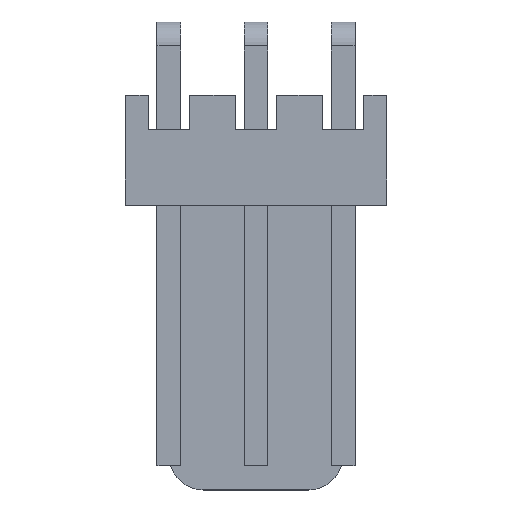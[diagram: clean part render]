
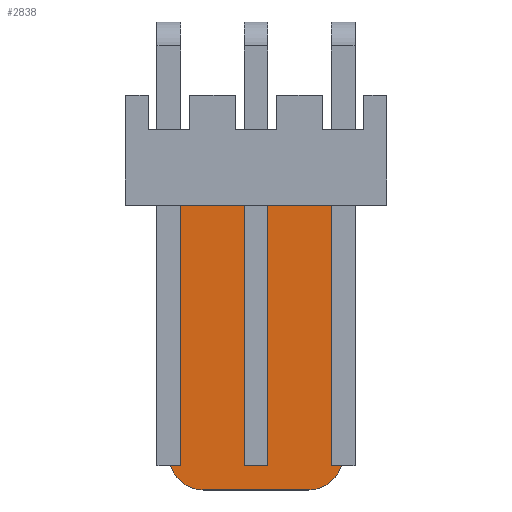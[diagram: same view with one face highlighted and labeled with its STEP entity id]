
A CAD part, top view. The second image highlights one B-rep face of the part: STEP entity #2838.
In plain terms, the highlighted planar face has unit normal (0, 0, 1).
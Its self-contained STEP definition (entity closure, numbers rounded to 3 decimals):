
#791 = PLANE('',#792);
#792 = AXIS2_PLACEMENT_3D('',#793,#794,#795);
#793 = CARTESIAN_POINT('',(5.08,0.,0.));
#794 = DIRECTION('',(-1.,0.,0.));
#795 = DIRECTION('',(0.,0.,1.));
#820 = CYLINDRICAL_SURFACE('',#821,1.);
#821 = AXIS2_PLACEMENT_3D('',#822,#823,#824);
#822 = CARTESIAN_POINT('',(4.08,-7.3,0.));
#823 = DIRECTION('',(0.,0.,1.));
#824 = DIRECTION('',(1.,0.,0.));
#848 = PLANE('',#849);
#849 = AXIS2_PLACEMENT_3D('',#850,#851,#852);
#850 = CARTESIAN_POINT('',(0.,-8.3,0.));
#851 = DIRECTION('',(0.,1.,0.));
#852 = DIRECTION('',(0.,0.,1.));
#881 = CYLINDRICAL_SURFACE('',#882,1.);
#882 = AXIS2_PLACEMENT_3D('',#883,#884,#885);
#883 = CARTESIAN_POINT('',(1.,-7.3,1.));
#884 = DIRECTION('',(0.,0.,-1.));
#885 = DIRECTION('',(-1.,0.,0.));
#909 = PLANE('',#910);
#910 = AXIS2_PLACEMENT_3D('',#911,#912,#913);
#911 = CARTESIAN_POINT('',(0.,0.,1.));
#912 = DIRECTION('',(1.,0.,0.));
#913 = DIRECTION('',(0.,0.,-1.));
#937 = PLANE('',#938);
#938 = AXIS2_PLACEMENT_3D('',#939,#940,#941);
#939 = CARTESIAN_POINT('',(1.27,0.,0.));
#940 = DIRECTION('',(0.,-1.,0.));
#941 = DIRECTION('',(0.,0.,-1.));
#1708 = VERTEX_POINT('',#1709);
#1709 = CARTESIAN_POINT('',(5.08,-7.3,1.));
#1730 = EDGE_CURVE('',#1731,#1708,#1733,.T.);
#1731 = VERTEX_POINT('',#1732);
#1732 = CARTESIAN_POINT('',(5.08,0.,1.));
#1733 = SURFACE_CURVE('',#1734,(#1738,#1745),.PCURVE_S1.);
#1734 = LINE('',#1735,#1736);
#1735 = CARTESIAN_POINT('',(5.08,0.,1.));
#1736 = VECTOR('',#1737,1.);
#1737 = DIRECTION('',(0.,-1.,0.));
#1738 = PCURVE('',#791,#1739);
#1739 = DEFINITIONAL_REPRESENTATION('',(#1740),#1744);
#1740 = LINE('',#1741,#1742);
#1741 = CARTESIAN_POINT('',(1.,0.));
#1742 = VECTOR('',#1743,1.);
#1743 = DIRECTION('',(0.,-1.));
#1744 = ( GEOMETRIC_REPRESENTATION_CONTEXT(2) 
PARAMETRIC_REPRESENTATION_CONTEXT() REPRESENTATION_CONTEXT('2D SPACE',''
  ) );
#1745 = PCURVE('',#1746,#1751);
#1746 = PLANE('',#1747);
#1747 = AXIS2_PLACEMENT_3D('',#1748,#1749,#1750);
#1748 = CARTESIAN_POINT('',(5.08,0.,1.));
#1749 = DIRECTION('',(-0.,0.,-1.));
#1750 = DIRECTION('',(-1.,0.,0.));
#1751 = DEFINITIONAL_REPRESENTATION('',(#1752),#1756);
#1752 = LINE('',#1753,#1754);
#1753 = CARTESIAN_POINT('',(0.,0.));
#1754 = VECTOR('',#1755,1.);
#1755 = DIRECTION('',(0.,-1.));
#1756 = ( GEOMETRIC_REPRESENTATION_CONTEXT(2) 
PARAMETRIC_REPRESENTATION_CONTEXT() REPRESENTATION_CONTEXT('2D SPACE',''
  ) );
#1784 = VERTEX_POINT('',#1785);
#1785 = CARTESIAN_POINT('',(4.08,-8.3,1.));
#1806 = EDGE_CURVE('',#1708,#1784,#1807,.T.);
#1807 = SURFACE_CURVE('',#1808,(#1813,#1820),.PCURVE_S1.);
#1808 = CIRCLE('',#1809,1.);
#1809 = AXIS2_PLACEMENT_3D('',#1810,#1811,#1812);
#1810 = CARTESIAN_POINT('',(4.08,-7.3,1.));
#1811 = DIRECTION('',(-0.,0.,-1.));
#1812 = DIRECTION('',(0.,-1.,0.));
#1813 = PCURVE('',#820,#1814);
#1814 = DEFINITIONAL_REPRESENTATION('',(#1815),#1819);
#1815 = LINE('',#1816,#1817);
#1816 = CARTESIAN_POINT('',(4.712,1.));
#1817 = VECTOR('',#1818,1.);
#1818 = DIRECTION('',(-1.,0.));
#1819 = ( GEOMETRIC_REPRESENTATION_CONTEXT(2) 
PARAMETRIC_REPRESENTATION_CONTEXT() REPRESENTATION_CONTEXT('2D SPACE',''
  ) );
#1820 = PCURVE('',#1746,#1821);
#1821 = DEFINITIONAL_REPRESENTATION('',(#1822),#1826);
#1822 = CIRCLE('',#1823,1.);
#1823 = AXIS2_PLACEMENT_2D('',#1824,#1825);
#1824 = CARTESIAN_POINT('',(1.,-7.3));
#1825 = DIRECTION('',(0.,-1.));
#1826 = ( GEOMETRIC_REPRESENTATION_CONTEXT(2) 
PARAMETRIC_REPRESENTATION_CONTEXT() REPRESENTATION_CONTEXT('2D SPACE',''
  ) );
#2196 = VERTEX_POINT('',#2197);
#2197 = CARTESIAN_POINT('',(0.,0.,1.));
#2218 = EDGE_CURVE('',#1731,#2196,#2219,.T.);
#2219 = SURFACE_CURVE('',#2220,(#2224,#2231),.PCURVE_S1.);
#2220 = LINE('',#2221,#2222);
#2221 = CARTESIAN_POINT('',(5.08,0.,1.));
#2222 = VECTOR('',#2223,1.);
#2223 = DIRECTION('',(-1.,0.,0.));
#2224 = PCURVE('',#937,#2225);
#2225 = DEFINITIONAL_REPRESENTATION('',(#2226),#2230);
#2226 = LINE('',#2227,#2228);
#2227 = CARTESIAN_POINT('',(-1.,3.81));
#2228 = VECTOR('',#2229,1.);
#2229 = DIRECTION('',(-0.,-1.));
#2230 = ( GEOMETRIC_REPRESENTATION_CONTEXT(2) 
PARAMETRIC_REPRESENTATION_CONTEXT() REPRESENTATION_CONTEXT('2D SPACE',''
  ) );
#2231 = PCURVE('',#1746,#2232);
#2232 = DEFINITIONAL_REPRESENTATION('',(#2233),#2237);
#2233 = LINE('',#2234,#2235);
#2234 = CARTESIAN_POINT('',(0.,0.));
#2235 = VECTOR('',#2236,1.);
#2236 = DIRECTION('',(1.,0.));
#2237 = ( GEOMETRIC_REPRESENTATION_CONTEXT(2) 
PARAMETRIC_REPRESENTATION_CONTEXT() REPRESENTATION_CONTEXT('2D SPACE',''
  ) );
#2245 = VERTEX_POINT('',#2246);
#2246 = CARTESIAN_POINT('',(1.,-8.3,1.));
#2267 = EDGE_CURVE('',#1784,#2245,#2268,.T.);
#2268 = SURFACE_CURVE('',#2269,(#2273,#2280),.PCURVE_S1.);
#2269 = LINE('',#2270,#2271);
#2270 = CARTESIAN_POINT('',(5.08,-8.3,1.));
#2271 = VECTOR('',#2272,1.);
#2272 = DIRECTION('',(-1.,0.,0.));
#2273 = PCURVE('',#848,#2274);
#2274 = DEFINITIONAL_REPRESENTATION('',(#2275),#2279);
#2275 = LINE('',#2276,#2277);
#2276 = CARTESIAN_POINT('',(1.,5.08));
#2277 = VECTOR('',#2278,1.);
#2278 = DIRECTION('',(0.,-1.));
#2279 = ( GEOMETRIC_REPRESENTATION_CONTEXT(2) 
PARAMETRIC_REPRESENTATION_CONTEXT() REPRESENTATION_CONTEXT('2D SPACE',''
  ) );
#2280 = PCURVE('',#1746,#2281);
#2281 = DEFINITIONAL_REPRESENTATION('',(#2282),#2286);
#2282 = LINE('',#2283,#2284);
#2283 = CARTESIAN_POINT('',(0.,-8.3));
#2284 = VECTOR('',#2285,1.);
#2285 = DIRECTION('',(1.,0.));
#2286 = ( GEOMETRIC_REPRESENTATION_CONTEXT(2) 
PARAMETRIC_REPRESENTATION_CONTEXT() REPRESENTATION_CONTEXT('2D SPACE',''
  ) );
#2319 = EDGE_CURVE('',#2320,#2245,#2322,.T.);
#2320 = VERTEX_POINT('',#2321);
#2321 = CARTESIAN_POINT('',(0.,-7.3,1.));
#2322 = SURFACE_CURVE('',#2323,(#2328,#2335),.PCURVE_S1.);
#2323 = CIRCLE('',#2324,1.);
#2324 = AXIS2_PLACEMENT_3D('',#2325,#2326,#2327);
#2325 = CARTESIAN_POINT('',(1.,-7.3,1.));
#2326 = DIRECTION('',(0.,0.,1.));
#2327 = DIRECTION('',(0.,1.,0.));
#2328 = PCURVE('',#881,#2329);
#2329 = DEFINITIONAL_REPRESENTATION('',(#2330),#2334);
#2330 = LINE('',#2331,#2332);
#2331 = CARTESIAN_POINT('',(1.571,-0.));
#2332 = VECTOR('',#2333,1.);
#2333 = DIRECTION('',(-1.,0.));
#2334 = ( GEOMETRIC_REPRESENTATION_CONTEXT(2) 
PARAMETRIC_REPRESENTATION_CONTEXT() REPRESENTATION_CONTEXT('2D SPACE',''
  ) );
#2335 = PCURVE('',#1746,#2336);
#2336 = DEFINITIONAL_REPRESENTATION('',(#2337),#2345);
#2337 = ( BOUNDED_CURVE() B_SPLINE_CURVE(2,(#2338,#2339,#2340,#2341,
#2342,#2343,#2344),.UNSPECIFIED.,.F.,.F.) B_SPLINE_CURVE_WITH_KNOTS((1,2
    ,2,2,2,1),(-2.094,0.,2.094,4.189,
6.283,8.378),.UNSPECIFIED.) CURVE() 
GEOMETRIC_REPRESENTATION_ITEM() RATIONAL_B_SPLINE_CURVE((1.,0.5,1.,0.5,
1.,0.5,1.)) REPRESENTATION_ITEM('') );
#2338 = CARTESIAN_POINT('',(4.08,-6.3));
#2339 = CARTESIAN_POINT('',(5.812,-6.3));
#2340 = CARTESIAN_POINT('',(4.946,-7.8));
#2341 = CARTESIAN_POINT('',(4.08,-9.3));
#2342 = CARTESIAN_POINT('',(3.214,-7.8));
#2343 = CARTESIAN_POINT('',(2.348,-6.3));
#2344 = CARTESIAN_POINT('',(4.08,-6.3));
#2345 = ( GEOMETRIC_REPRESENTATION_CONTEXT(2) 
PARAMETRIC_REPRESENTATION_CONTEXT() REPRESENTATION_CONTEXT('2D SPACE',''
  ) );
#2400 = EDGE_CURVE('',#2196,#2320,#2401,.T.);
#2401 = SURFACE_CURVE('',#2402,(#2406,#2413),.PCURVE_S1.);
#2402 = LINE('',#2403,#2404);
#2403 = CARTESIAN_POINT('',(0.,0.,1.));
#2404 = VECTOR('',#2405,1.);
#2405 = DIRECTION('',(0.,-1.,0.));
#2406 = PCURVE('',#909,#2407);
#2407 = DEFINITIONAL_REPRESENTATION('',(#2408),#2412);
#2408 = LINE('',#2409,#2410);
#2409 = CARTESIAN_POINT('',(0.,0.));
#2410 = VECTOR('',#2411,1.);
#2411 = DIRECTION('',(0.,-1.));
#2412 = ( GEOMETRIC_REPRESENTATION_CONTEXT(2) 
PARAMETRIC_REPRESENTATION_CONTEXT() REPRESENTATION_CONTEXT('2D SPACE',''
  ) );
#2413 = PCURVE('',#1746,#2414);
#2414 = DEFINITIONAL_REPRESENTATION('',(#2415),#2419);
#2415 = LINE('',#2416,#2417);
#2416 = CARTESIAN_POINT('',(5.08,0.));
#2417 = VECTOR('',#2418,1.);
#2418 = DIRECTION('',(0.,-1.));
#2419 = ( GEOMETRIC_REPRESENTATION_CONTEXT(2) 
PARAMETRIC_REPRESENTATION_CONTEXT() REPRESENTATION_CONTEXT('2D SPACE',''
  ) );
#2838 = ADVANCED_FACE('',(#2839),#1746,.F.);
#2839 = FACE_BOUND('',#2840,.F.);
#2840 = EDGE_LOOP('',(#2841,#2842,#2843,#2844,#2845,#2846));
#2841 = ORIENTED_EDGE('',*,*,#1730,.T.);
#2842 = ORIENTED_EDGE('',*,*,#1806,.T.);
#2843 = ORIENTED_EDGE('',*,*,#2267,.T.);
#2844 = ORIENTED_EDGE('',*,*,#2319,.F.);
#2845 = ORIENTED_EDGE('',*,*,#2400,.F.);
#2846 = ORIENTED_EDGE('',*,*,#2218,.F.);
